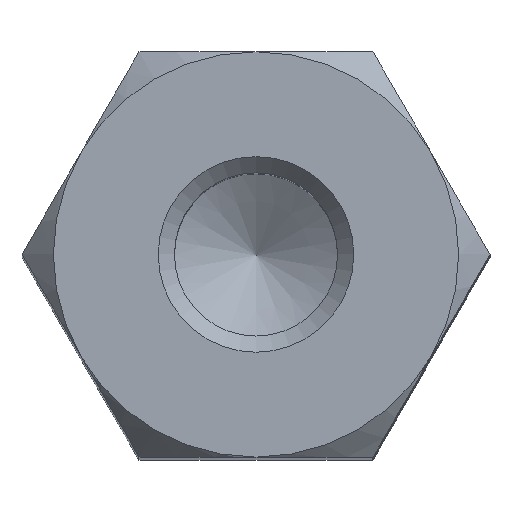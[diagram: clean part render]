
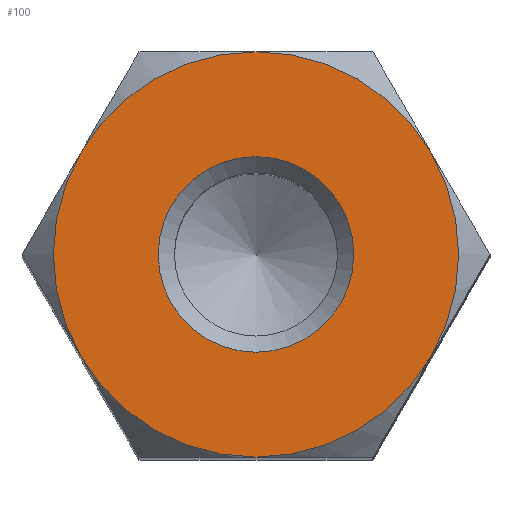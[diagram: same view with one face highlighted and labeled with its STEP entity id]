
A CAD part, top view. The second image highlights one B-rep face of the part: STEP entity #100.
In plain terms, the highlighted planar face has unit normal (0, 0, 1).
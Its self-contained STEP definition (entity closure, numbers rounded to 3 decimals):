
#100 = ADVANCED_FACE( '', ( #203, #204 ), #205, .T. );
#203 = FACE_BOUND( '', #304, .T. );
#204 = FACE_OUTER_BOUND( '', #305, .T. );
#205 = PLANE( '', #306 );
#304 = EDGE_LOOP( '', ( #501 ) );
#305 = EDGE_LOOP( '', ( #502, #503, #504, #505, #506, #507 ) );
#306 = AXIS2_PLACEMENT_3D( '', #508, #509, #510 );
#501 = ORIENTED_EDGE( '', *, *, #609, .T. );
#502 = ORIENTED_EDGE( '', *, *, #582, .F. );
#503 = ORIENTED_EDGE( '', *, *, #564, .F. );
#504 = ORIENTED_EDGE( '', *, *, #550, .F. );
#505 = ORIENTED_EDGE( '', *, *, #554, .T. );
#506 = ORIENTED_EDGE( '', *, *, #535, .F. );
#507 = ORIENTED_EDGE( '', *, *, #600, .F. );
#508 = CARTESIAN_POINT( '', ( 0., 0., 11. ) );
#509 = DIRECTION( '', ( 0., 0., 1. ) );
#510 = DIRECTION( '', ( 1., 0., 0. ) );
#535 = EDGE_CURVE( '', #615, #616, #617, .F. );
#550 = EDGE_CURVE( '', #640, #641, #642, .F. );
#554 = EDGE_CURVE( '', #640, #616, #647, .T. );
#564 = EDGE_CURVE( '', #641, #659, #660, .F. );
#582 = EDGE_CURVE( '', #659, #687, #688, .F. );
#600 = EDGE_CURVE( '', #687, #615, #709, .F. );
#609 = EDGE_CURVE( '', #718, #718, #719, .T. );
#615 = VERTEX_POINT( '', #725 );
#616 = VERTEX_POINT( '', #726 );
#617 = CIRCLE( '', #727, 2.5 );
#640 = VERTEX_POINT( '', #781 );
#641 = VERTEX_POINT( '', #782 );
#642 = CIRCLE( '', #783, 2.5 );
#647 = CIRCLE( '', #800, 2.5 );
#659 = VERTEX_POINT( '', #831 );
#660 = CIRCLE( '', #832, 2.5 );
#687 = VERTEX_POINT( '', #918 );
#688 = CIRCLE( '', #919, 2.5 );
#709 = CIRCLE( '', #962, 2.5 );
#718 = VERTEX_POINT( '', #978 );
#719 = CIRCLE( '', #979, 1.207 );
#725 = CARTESIAN_POINT( '', ( -2.165, -1.25, 11. ) );
#726 = CARTESIAN_POINT( '', ( -2.165, 1.25, 11. ) );
#727 = AXIS2_PLACEMENT_3D( '', #984, #985, #986 );
#781 = CARTESIAN_POINT( '', ( 0., 2.5, 11. ) );
#782 = CARTESIAN_POINT( '', ( 2.165, 1.25, 11. ) );
#783 = AXIS2_PLACEMENT_3D( '', #998, #999, #1000 );
#800 = AXIS2_PLACEMENT_3D( '', #1001, #1002, #1003 );
#831 = CARTESIAN_POINT( '', ( 2.165, -1.25, 11. ) );
#832 = AXIS2_PLACEMENT_3D( '', #1010, #1011, #1012 );
#918 = CARTESIAN_POINT( '', ( 0., -2.5, 11. ) );
#919 = AXIS2_PLACEMENT_3D( '', #1017, #1018, #1019 );
#962 = AXIS2_PLACEMENT_3D( '', #1038, #1039, #1040 );
#978 = CARTESIAN_POINT( '', ( 0., 1.207, 11. ) );
#979 = AXIS2_PLACEMENT_3D( '', #1047, #1048, #1049 );
#984 = CARTESIAN_POINT( '', ( 0., 0., 11. ) );
#985 = DIRECTION( '', ( 0., 0., 1. ) );
#986 = DIRECTION( '', ( 1., 0., 0. ) );
#998 = CARTESIAN_POINT( '', ( 0., 0., 11. ) );
#999 = DIRECTION( '', ( 0., 0., 1. ) );
#1000 = DIRECTION( '', ( 1., 0., 0. ) );
#1001 = CARTESIAN_POINT( '', ( 0., 0., 11. ) );
#1002 = DIRECTION( '', ( 0., 0., 1. ) );
#1003 = DIRECTION( '', ( 1., 0., 0. ) );
#1010 = CARTESIAN_POINT( '', ( 0., 0., 11. ) );
#1011 = DIRECTION( '', ( 0., 0., 1. ) );
#1012 = DIRECTION( '', ( 1., 0., 0. ) );
#1017 = CARTESIAN_POINT( '', ( 0., 0., 11. ) );
#1018 = DIRECTION( '', ( 0., 0., 1. ) );
#1019 = DIRECTION( '', ( 1., 0., 0. ) );
#1038 = CARTESIAN_POINT( '', ( 0., 0., 11. ) );
#1039 = DIRECTION( '', ( 0., 0., 1. ) );
#1040 = DIRECTION( '', ( 1., 0., 0. ) );
#1047 = CARTESIAN_POINT( '', ( 0., 0., 11. ) );
#1048 = DIRECTION( '', ( 0., 0., -1. ) );
#1049 = DIRECTION( '', ( 0., 1., 0. ) );
